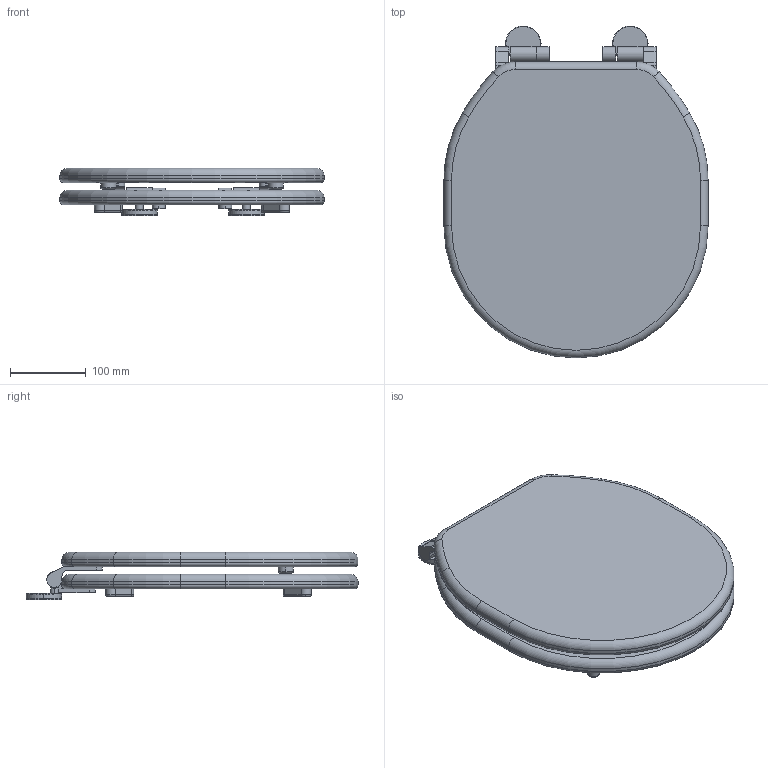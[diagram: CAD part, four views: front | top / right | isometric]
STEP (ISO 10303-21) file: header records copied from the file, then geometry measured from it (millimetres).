
FILE_DESCRIPTION (( 'STEP AP214' ), '1' );
FILE_NAME ('SOTS01_STEP_v10321.STEP', '2021-03-30T15:04:07', ( '' ), ( '' ), 'SwSTEP 2.0', 'SolidWorks 2019', '' );
FILE_SCHEMA (( 'AUTOMOTIVE_DESIGN' ));
Length unit declared in the file: millimetre
Products named in the file (11): Seat Hinge_Right Top Fix; Sofia Seat - Base_V3_V2; Hinge A_B; Seat Hinge_Left Top Fix; Sofia Seat - Cover_V32_V2; Hinge E; Hinge D_D; SOTS01_STEP_v10321; Hinge A_A; Hinge B; Part5^Seat Hinge
Assembly tree (14 placements, depth 3):
  SOTS01_STEP_v10321
    Sofia Seat - Base_V3_V2
    Sofia Seat - Cover_V32_V2
    Seat Hinge_Right Top Fix
      Hinge B
      Hinge D_D
      Hinge A_B
      Hinge E
      Part5^Seat Hinge
    Seat Hinge_Left Top Fix
      Hinge B
      Hinge D_D
      Hinge A_A
      Hinge E
      Part5^Seat Hinge
Bounding box: 348 x 437.3 x 62.5 mm (x, y, z)
Volume: 3559155.7 mm3; surface area: 469082.1 mm2
Topology: 18 solids, 18 shells, 336 faces, 754 edges, 478 vertices
Faces by surface type: cylinder 152, plane 124, torus 52, bspline 8
Entity records: 8625 total; most frequent: CARTESIAN_POINT 2017, DIRECTION 1437, ORIENTED_EDGE 1174, AXIS2_PLACEMENT_3D 592, EDGE_CURVE 587, VERTEX_POINT 368, CIRCLE 316, EDGE_LOOP 299
